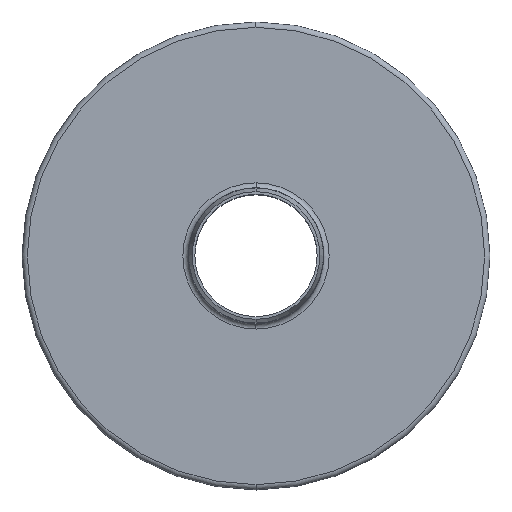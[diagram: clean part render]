
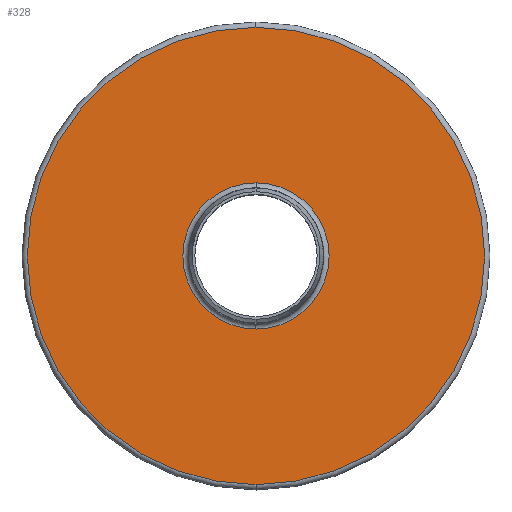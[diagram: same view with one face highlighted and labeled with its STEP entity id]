
A CAD part, top view. The second image highlights one B-rep face of the part: STEP entity #328.
In plain terms, the highlighted planar face has unit normal (0, 0, 1).
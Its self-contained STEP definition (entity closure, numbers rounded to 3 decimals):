
#36=CARTESIAN_POINT('',(0.,0.,1.));
#37=DIRECTION('',(0.,0.,-1.));
#38=DIRECTION('',(0.,-1.,0.));
#39=AXIS2_PLACEMENT_3D('',#36,#37,#38);
#51=CARTESIAN_POINT('',(0.,0.,1.));
#52=DIRECTION('',(0.,0.,-1.));
#53=DIRECTION('',(0.,1.,0.));
#54=AXIS2_PLACEMENT_3D('',#51,#52,#53);
#61=CARTESIAN_POINT('',(0.,0.,1.));
#62=DIRECTION('',(0.,0.,1.));
#63=DIRECTION('',(0.,-1.,0.));
#64=AXIS2_PLACEMENT_3D('',#61,#62,#63);
#76=CARTESIAN_POINT('',(0.,0.,1.));
#77=DIRECTION('',(0.,0.,1.));
#78=DIRECTION('',(0.,1.,0.));
#79=AXIS2_PLACEMENT_3D('',#76,#77,#78);
#219=CARTESIAN_POINT('',(0.,8.6,1.));
#220=CARTESIAN_POINT('',(0.,-8.6,1.));
#221=VERTEX_POINT('',#219);
#222=VERTEX_POINT('',#220);
#231=CARTESIAN_POINT('',(0.,-2.75,1.));
#232=CARTESIAN_POINT('',(0.,2.75,1.));
#233=VERTEX_POINT('',#231);
#234=VERTEX_POINT('',#232);
#313=CARTESIAN_POINT('',(0.,0.,1.));
#314=DIRECTION('',(0.,0.,1.));
#315=DIRECTION('',(0.,1.,0.));
#316=AXIS2_PLACEMENT_3D('',#313,#314,#315);
#317=PLANE('',#316);
#318=ORIENTED_EDGE('',*,*,#295,.T.);
#319=ORIENTED_EDGE('',*,*,#280,.T.);
#320=EDGE_LOOP('',(#318,#319));
#321=FACE_OUTER_BOUND('',#320,.F.);
#323=ORIENTED_EDGE('',*,*,#322,.T.);
#325=ORIENTED_EDGE('',*,*,#324,.T.);
#326=EDGE_LOOP('',(#323,#325));
#327=FACE_BOUND('',#326,.F.);
#40=CIRCLE('',#39,8.6);
#55=CIRCLE('',#54,8.6);
#65=CIRCLE('',#64,2.75);
#80=CIRCLE('',#79,2.75);
#280=EDGE_CURVE('',#222,#221,#40,.T.);
#295=EDGE_CURVE('',#221,#222,#55,.T.);
#322=EDGE_CURVE('',#233,#234,#65,.T.);
#324=EDGE_CURVE('',#234,#233,#80,.T.);
#328=ADVANCED_FACE('',(#321,#327),#317,.T.);
